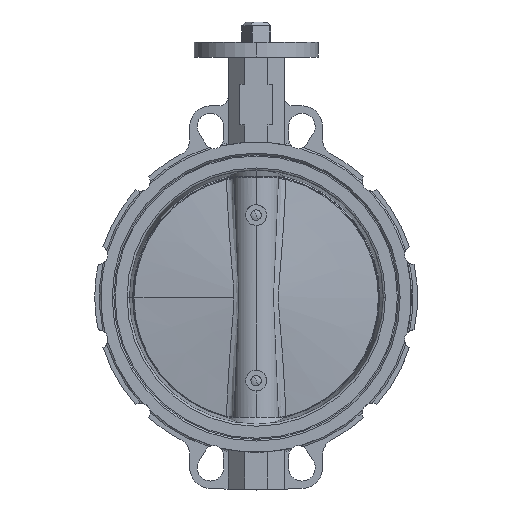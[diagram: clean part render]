
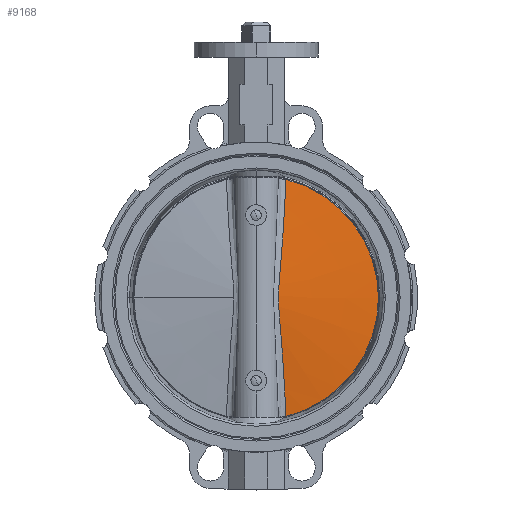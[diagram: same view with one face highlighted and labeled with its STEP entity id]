
A CAD part, top view. The second image highlights one B-rep face of the part: STEP entity #9168.
In plain terms, the highlighted conical face has half-angle 84 degrees and reference radius 147.755 mm.
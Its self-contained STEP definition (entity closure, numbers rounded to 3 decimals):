
#51 = CARTESIAN_POINT ( 'NONE',  ( -27.08, 6.16, -17.096 ) ) ;
#221 = CARTESIAN_POINT ( 'NONE',  ( -27.364, 12.153, -16.867 ) ) ;
#265 = CARTESIAN_POINT ( 'NONE',  ( 0., 0., -4.47 ) ) ;
#1762 = CARTESIAN_POINT ( 'NONE',  ( -32.828, 83.683, -10.562 ) ) ;
#1854 = CARTESIAN_POINT ( 'NONE',  ( -31.126, 59.85, -12.915 ) ) ;
#2017 = CARTESIAN_POINT ( 'NONE',  ( -28.952, -32.838, -15.402 ) ) ;
#2112 = CARTESIAN_POINT ( 'NONE',  ( -35.477, -131.352, -5.702 ) ) ;
#2470 = CIRCLE ( 'NONE', #12539, 147.755 ) ;
#4029 = CARTESIAN_POINT ( 'NONE',  ( -35.983, 143.306, -4.47 ) ) ;
#4073 = CARTESIAN_POINT ( 'NONE',  ( -147.755, 0., -4.47 ) ) ;
#4080 = CARTESIAN_POINT ( 'NONE',  ( -31.115, -59.697, -12.93 ) ) ;
#4349 = CARTESIAN_POINT ( 'NONE',  ( -27.976, -20.887, -16.339 ) ) ;
#4926 = DIRECTION ( 'NONE',  ( 1., 0., 0. ) ) ;
#6120 = CARTESIAN_POINT ( 'NONE',  ( -27.993, 21.115, -16.323 ) ) ;
#6222 = CARTESIAN_POINT ( 'NONE',  ( -27.559, 15.143, -16.704 ) ) ;
#6310 = CARTESIAN_POINT ( 'NONE',  ( -33.569, -95.511, -9.364 ) ) ;
#6419 = ORIENTED_EDGE ( 'NONE', *, *, #16192, .T. ) ;
#6626 = VERTEX_POINT ( 'NONE', #17035 ) ;
#7242 = AXIS2_PLACEMENT_3D ( 'NONE', #265, #10155, #14463 ) ;
#7263 = CONICAL_SURFACE ( 'NONE', #10487, 147.755, 1.466 ) ;
#7800 = CARTESIAN_POINT ( 'NONE',  ( -33.574, 95.602, -9.355 ) ) ;
#8141 = CARTESIAN_POINT ( 'NONE',  ( -32.82, -83.57, -10.573 ) ) ;
#8299 = CARTESIAN_POINT ( 'NONE',  ( -29.71, 41.979, -14.606 ) ) ;
#8393 = CARTESIAN_POINT ( 'NONE',  ( -28.214, -23.877, -16.121 ) ) ;
#9168 = ADVANCED_FACE ( 'NONE', ( #19612 ), #7263, .T. ) ;
#9284 = CIRCLE ( 'NONE', #7242, 147.755 ) ;
#10155 = DIRECTION ( 'NONE',  ( 0., 0., -1. ) ) ;
#10281 = CARTESIAN_POINT ( 'NONE',  ( -28.232, 24.098, -16.104 ) ) ;
#10487 = AXIS2_PLACEMENT_3D ( 'NONE', #21294, #15341, #4926 ) ;
#12071 = DIRECTION ( 'NONE',  ( 0., 0., -1. ) ) ;
#12302 = CARTESIAN_POINT ( 'NONE',  ( -28.719, 30.061, -15.635 ) ) ;
#12467 = CARTESIAN_POINT ( 'NONE',  ( -28.702, -29.852, -15.653 ) ) ;
#12539 = AXIS2_PLACEMENT_3D ( 'NONE', #13760, #12071, #24238 ) ;
#12763 = VERTEX_POINT ( 'NONE', #4073 ) ;
#13760 = CARTESIAN_POINT ( 'NONE',  ( 0., 0., -4.47 ) ) ;
#13811 = CARTESIAN_POINT ( 'NONE',  ( -34.899, 119.448, -6.924 ) ) ;
#14163 = CARTESIAN_POINT ( 'NONE',  ( -27.349, -11.903, -16.879 ) ) ;
#14247 = CARTESIAN_POINT ( 'NONE',  ( -27.011, -2.876, -17.149 ) ) ;
#14463 = DIRECTION ( 'NONE',  ( -1., 0., 0. ) ) ;
#15341 = DIRECTION ( 'NONE',  ( 0., 0., 1. ) ) ;
#15586 = EDGE_LOOP ( 'NONE', ( #19415, #20509, #6419 ) ) ;
#16190 = CARTESIAN_POINT ( 'NONE',  ( -27.543, -14.9, -16.718 ) ) ;
#16192 = EDGE_CURVE ( 'NONE', #17971, #6626, #18166, .T. ) ;
#16446 = CARTESIAN_POINT ( 'NONE',  ( -28.968, 33.041, -15.385 ) ) ;
#17035 = CARTESIAN_POINT ( 'NONE',  ( -35.983, -143.306, -4.47 ) ) ;
#17809 = CARTESIAN_POINT ( 'NONE',  ( -35.983, 143.306, -4.47 ) ) ;
#17971 = VERTEX_POINT ( 'NONE', #4029 ) ;
#18166 = B_SPLINE_CURVE_WITH_KNOTS ( 'NONE', 3,
 ( #17809, #19946, #13811, #7800, #1762, #26152, #1854, #22147, #8299, #16446, #12302, #10281, #6120, #6222, #221, #51, #20279, #18332, #14247, #24722, #18244, #14163, #16190, #4349, #8393, #12467, #2017, #20543, #24463, #4080, #22583, #8141, #6310, #18606, #2112, #20454 ),
 .UNSPECIFIED., .F., .F.,
 ( 4, 2, 2, 2, 2, 2, 2, 2, 2, 2, 2, 2, 2, 2, 2, 2, 2, 4 ),
 ( 0., 0.036, 0.072, 0.09, 0.108, 0.117, 0.126, 0.135, 0.144, 0.149, 0.153, 0.162, 0.171, 0.18, 0.198, 0.216, 0.252, 0.288 ),
 .UNSPECIFIED. ) ;
#18244 = CARTESIAN_POINT ( 'NONE',  ( -27.14, -7.395, -17.047 ) ) ;
#18332 = CARTESIAN_POINT ( 'NONE',  ( -26.992, -1.365, -17.164 ) ) ;
#18606 = CARTESIAN_POINT ( 'NONE',  ( -34.896, -119.402, -6.929 ) ) ;
#19415 = ORIENTED_EDGE ( 'NONE', *, *, #21602, .T. ) ;
#19612 = FACE_OUTER_BOUND ( 'NONE', #15586, .T. ) ;
#19946 = CARTESIAN_POINT ( 'NONE',  ( -35.478, 131.375, -5.7 ) ) ;
#20279 = CARTESIAN_POINT ( 'NONE',  ( -26.996, 3.156, -17.161 ) ) ;
#20454 = CARTESIAN_POINT ( 'NONE',  ( -35.983, -143.306, -4.47 ) ) ;
#20509 = ORIENTED_EDGE ( 'NONE', *, *, #24920, .T. ) ;
#20543 = CARTESIAN_POINT ( 'NONE',  ( -29.695, -41.794, -14.623 ) ) ;
#21294 = CARTESIAN_POINT ( 'NONE',  ( 0., 0., -4.47 ) ) ;
#21602 = EDGE_CURVE ( 'NONE', #6626, #12763, #9284, .T. ) ;
#22147 = CARTESIAN_POINT ( 'NONE',  ( -30.198, 47.935, -14.051 ) ) ;
#22583 = CARTESIAN_POINT ( 'NONE',  ( -31.559, -65.664, -12.346 ) ) ;
#24238 = DIRECTION ( 'NONE',  ( -1., 0., 0. ) ) ;
#24463 = CARTESIAN_POINT ( 'NONE',  ( -30.184, -47.761, -14.068 ) ) ;
#24722 = CARTESIAN_POINT ( 'NONE',  ( -27.085, -5.89, -17.091 ) ) ;
#24920 = EDGE_CURVE ( 'NONE', #12763, #17971, #2470, .T. ) ;
#26152 = CARTESIAN_POINT ( 'NONE',  ( -31.569, 65.807, -12.332 ) ) ;
